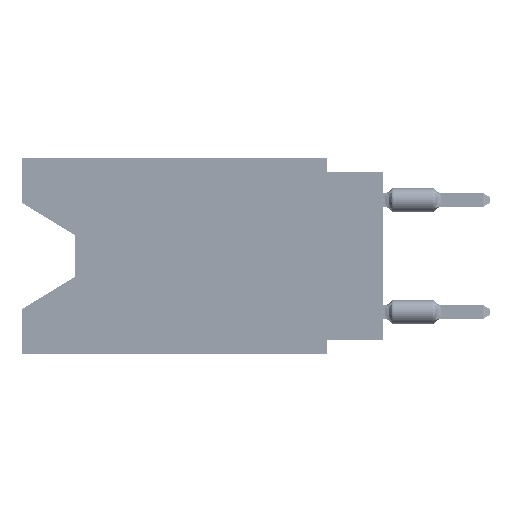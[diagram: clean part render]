
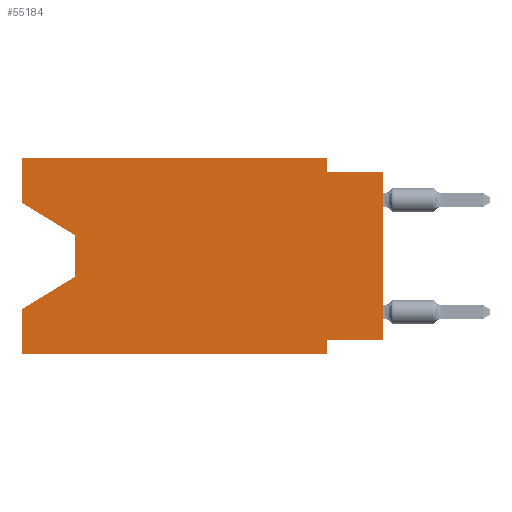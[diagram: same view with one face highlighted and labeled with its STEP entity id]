
A CAD part, left-side view. The second image highlights one B-rep face of the part: STEP entity #55184.
In plain terms, the highlighted planar face has unit normal (-1, 0, 0).
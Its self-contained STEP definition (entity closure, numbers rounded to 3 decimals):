
#691 = CARTESIAN_POINT ( 'NONE',  ( 0., 0., -8.255 ) ) ;
#1000 = EDGE_CURVE ( 'NONE', #53840, #73099, #5055, .T. ) ;
#1805 = VECTOR ( 'NONE', #68704, 1000. ) ;
#3492 = EDGE_CURVE ( 'NONE', #9535, #33683, #45258, .T. ) ;
#3704 = VECTOR ( 'NONE', #16548, 1000. ) ;
#4313 = EDGE_CURVE ( 'NONE', #52533, #8177, #6864, .T. ) ;
#5055 = LINE ( 'NONE', #28034, #3704 ) ;
#5352 = VERTEX_POINT ( 'NONE', #18354 ) ;
#6409 = VECTOR ( 'NONE', #61196, 1000. ) ;
#6864 = LINE ( 'NONE', #27108, #6409 ) ;
#7154 = VERTEX_POINT ( 'NONE', #37886 ) ;
#7467 = CARTESIAN_POINT ( 'NONE',  ( 0., 0., -8.255 ) ) ;
#8039 = ORIENTED_EDGE ( 'NONE', *, *, #4313, .F. ) ;
#8177 = VERTEX_POINT ( 'NONE', #17660 ) ;
#8374 = LINE ( 'NONE', #26373, #65543 ) ;
#8809 = CARTESIAN_POINT ( 'NONE',  ( 0., 2.54, -8.89 ) ) ;
#9535 = VERTEX_POINT ( 'NONE', #14202 ) ;
#10391 = EDGE_CURVE ( 'NONE', #5352, #58090, #23295, .T. ) ;
#10654 = EDGE_CURVE ( 'NONE', #7154, #9535, #67672, .T. ) ;
#11003 = CARTESIAN_POINT ( 'NONE',  ( 0., 2.54, -8.89 ) ) ;
#11986 = CARTESIAN_POINT ( 'NONE',  ( 0., 16.383, 0. ) ) ;
#12571 = DIRECTION ( 'NONE',  ( 0., 0., 1. ) ) ;
#14202 = CARTESIAN_POINT ( 'NONE',  ( 0., 13.97, -5.385 ) ) ;
#14453 = DIRECTION ( 'NONE',  ( 0., -1., 0. ) ) ;
#14943 = ORIENTED_EDGE ( 'NONE', *, *, #26390, .F. ) ;
#14993 = CARTESIAN_POINT ( 'NONE',  ( 0., 2.54, -8.255 ) ) ;
#15761 = LINE ( 'NONE', #28388, #44111 ) ;
#16548 = DIRECTION ( 'NONE',  ( 0., -1., 0. ) ) ;
#16645 = LINE ( 'NONE', #64857, #50232 ) ;
#17660 = CARTESIAN_POINT ( 'NONE',  ( 0., 2.54, -0.635 ) ) ;
#18142 = ORIENTED_EDGE ( 'NONE', *, *, #10391, .F. ) ;
#18327 = EDGE_CURVE ( 'NONE', #58090, #52533, #66926, .T. ) ;
#18354 = CARTESIAN_POINT ( 'NONE',  ( 0., 16.383, -2.038 ) ) ;
#19124 = EDGE_CURVE ( 'NONE', #38318, #73099, #55143, .T. ) ;
#20161 = CARTESIAN_POINT ( 'NONE',  ( 0., 16.383, -8.89 ) ) ;
#21193 = VECTOR ( 'NONE', #36204, 1000. ) ;
#22647 = DIRECTION ( 'NONE',  ( 0., 0., 1. ) ) ;
#23295 = LINE ( 'NONE', #41289, #57625 ) ;
#24780 = CARTESIAN_POINT ( 'NONE',  ( 0., 16.383, -6.852 ) ) ;
#25087 = LINE ( 'NONE', #7467, #21193 ) ;
#25318 = ORIENTED_EDGE ( 'NONE', *, *, #74114, .F. ) ;
#25660 = VERTEX_POINT ( 'NONE', #68797 ) ;
#25896 = ORIENTED_EDGE ( 'NONE', *, *, #19124, .F. ) ;
#26373 = CARTESIAN_POINT ( 'NONE',  ( 0., 0., -0.635 ) ) ;
#26390 = EDGE_CURVE ( 'NONE', #34465, #38318, #25087, .T. ) ;
#27108 = CARTESIAN_POINT ( 'NONE',  ( 0., 2.54, 0. ) ) ;
#27416 = DIRECTION ( 'NONE',  ( 1., 0., 0. ) ) ;
#27799 = PLANE ( 'NONE',  #60536 ) ;
#28034 = CARTESIAN_POINT ( 'NONE',  ( 0., 16.383, -8.89 ) ) ;
#28388 = CARTESIAN_POINT ( 'NONE',  ( 0., 0., 0. ) ) ;
#29204 = EDGE_CURVE ( 'NONE', #5352, #7154, #45333, .T. ) ;
#33683 = VERTEX_POINT ( 'NONE', #24780 ) ;
#34465 = VERTEX_POINT ( 'NONE', #691 ) ;
#35136 = EDGE_CURVE ( 'NONE', #34465, #25660, #15761, .T. ) ;
#36204 = DIRECTION ( 'NONE',  ( 0., 1., 0. ) ) ;
#36248 = ORIENTED_EDGE ( 'NONE', *, *, #3492, .T. ) ;
#37730 = EDGE_LOOP ( 'NONE', ( #66021, #61182, #36248, #52735, #62216, #25896, #14943, #38324, #25318, #8039, #56238, #18142 ) ) ;
#37886 = CARTESIAN_POINT ( 'NONE',  ( 0., 13.97, -3.505 ) ) ;
#38215 = DIRECTION ( 'NONE',  ( 0., -1., 0. ) ) ;
#38318 = VERTEX_POINT ( 'NONE', #14993 ) ;
#38324 = ORIENTED_EDGE ( 'NONE', *, *, #35136, .T. ) ;
#41289 = CARTESIAN_POINT ( 'NONE',  ( 0., 16.383, 0. ) ) ;
#44111 = VECTOR ( 'NONE', #22647, 1000. ) ;
#45258 = LINE ( 'NONE', #61376, #57732 ) ;
#45333 = LINE ( 'NONE', #69473, #1805 ) ;
#48372 = VECTOR ( 'NONE', #62397, 1000. ) ;
#49098 = VECTOR ( 'NONE', #63426, 1000. ) ;
#50232 = VECTOR ( 'NONE', #64106, 1000. ) ;
#52533 = VERTEX_POINT ( 'NONE', #56937 ) ;
#52735 = ORIENTED_EDGE ( 'NONE', *, *, #66622, .F. ) ;
#53840 = VERTEX_POINT ( 'NONE', #20161 ) ;
#55143 = LINE ( 'NONE', #8809, #48372 ) ;
#55184 = ADVANCED_FACE ( 'NONE', ( #69149 ), #27799, .F. ) ;
#56238 = ORIENTED_EDGE ( 'NONE', *, *, #18327, .F. ) ;
#56937 = CARTESIAN_POINT ( 'NONE',  ( 0., 2.54, 0. ) ) ;
#57265 = DIRECTION ( 'NONE',  ( 0., 0., -1. ) ) ;
#57625 = VECTOR ( 'NONE', #12571, 1000. ) ;
#57732 = VECTOR ( 'NONE', #68635, 1000. ) ;
#58090 = VERTEX_POINT ( 'NONE', #11986 ) ;
#60536 = AXIS2_PLACEMENT_3D ( 'NONE', #68377, #27416, #57265 ) ;
#61182 = ORIENTED_EDGE ( 'NONE', *, *, #10654, .T. ) ;
#61196 = DIRECTION ( 'NONE',  ( 0., 0., -1. ) ) ;
#61376 = CARTESIAN_POINT ( 'NONE',  ( 0., 13.97, -5.385 ) ) ;
#61925 = CARTESIAN_POINT ( 'NONE',  ( 0., 16.383, 0. ) ) ;
#62216 = ORIENTED_EDGE ( 'NONE', *, *, #1000, .T. ) ;
#62397 = DIRECTION ( 'NONE',  ( 0., 0., -1. ) ) ;
#62675 = CARTESIAN_POINT ( 'NONE',  ( 0., 13.97, -3.505 ) ) ;
#63426 = DIRECTION ( 'NONE',  ( 0., 0., -1. ) ) ;
#64106 = DIRECTION ( 'NONE',  ( 0., 0., 1. ) ) ;
#64857 = CARTESIAN_POINT ( 'NONE',  ( 0., 16.383, 0. ) ) ;
#65543 = VECTOR ( 'NONE', #38215, 1000. ) ;
#66021 = ORIENTED_EDGE ( 'NONE', *, *, #29204, .T. ) ;
#66622 = EDGE_CURVE ( 'NONE', #53840, #33683, #16645, .T. ) ;
#66926 = LINE ( 'NONE', #61925, #72828 ) ;
#67672 = LINE ( 'NONE', #62675, #49098 ) ;
#68377 = CARTESIAN_POINT ( 'NONE',  ( 0., 16.383, 0. ) ) ;
#68635 = DIRECTION ( 'NONE',  ( 0., 0.855, -0.519 ) ) ;
#68704 = DIRECTION ( 'NONE',  ( 0., -0.855, -0.519 ) ) ;
#68797 = CARTESIAN_POINT ( 'NONE',  ( 0., 0., -0.635 ) ) ;
#69149 = FACE_OUTER_BOUND ( 'NONE', #37730, .T. ) ;
#69473 = CARTESIAN_POINT ( 'NONE',  ( 0., 16.383, -2.038 ) ) ;
#72828 = VECTOR ( 'NONE', #14453, 1000. ) ;
#73099 = VERTEX_POINT ( 'NONE', #11003 ) ;
#74114 = EDGE_CURVE ( 'NONE', #8177, #25660, #8374, .T. ) ;
